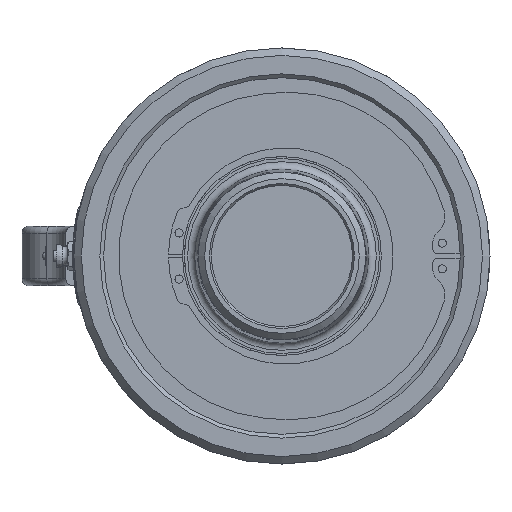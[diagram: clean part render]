
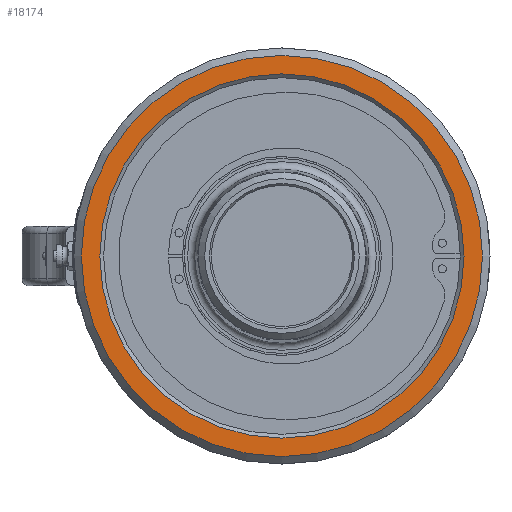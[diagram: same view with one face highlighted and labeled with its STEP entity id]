
A CAD part, left-side view. The second image highlights one B-rep face of the part: STEP entity #18174.
In plain terms, the highlighted planar face has unit normal (-1, 0, 0).
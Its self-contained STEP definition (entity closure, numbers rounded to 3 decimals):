
#330=FACE_BOUND('',#3362,.T.);
#1084=PLANE('',#19491);
#2223=FACE_OUTER_BOUND('',#3361,.T.);
#3361=EDGE_LOOP('',(#16414,#16415));
#3362=EDGE_LOOP('',(#16416));
#4712=CIRCLE('',#19486,77.8);
#4716=CIRCLE('',#19492,85.7);
#4717=CIRCLE('',#19493,85.7);
#8593=VERTEX_POINT('',#125768);
#8596=VERTEX_POINT('',#125779);
#8597=VERTEX_POINT('',#125780);
#11223=EDGE_CURVE('',#8593,#8593,#4712,.T.);
#11228=EDGE_CURVE('',#8596,#8597,#4716,.T.);
#11229=EDGE_CURVE('',#8597,#8596,#4717,.T.);
#16414=ORIENTED_EDGE('',*,*,#11228,.F.);
#16415=ORIENTED_EDGE('',*,*,#11229,.F.);
#16416=ORIENTED_EDGE('',*,*,#11223,.F.);
#18174=ADVANCED_FACE('',(#2223,#330),#1084,.T.);
#19486=AXIS2_PLACEMENT_3D('',#125770,#23080,#23081);
#19491=AXIS2_PLACEMENT_3D('',#125778,#23091,#23092);
#19492=AXIS2_PLACEMENT_3D('',#125781,#23093,#23094);
#19493=AXIS2_PLACEMENT_3D('',#125782,#23095,#23096);
#23080=DIRECTION('center_axis',(-1.,0.,0.));
#23081=DIRECTION('ref_axis',(0.,-1.,0.));
#23091=DIRECTION('center_axis',(-1.,0.,0.));
#23092=DIRECTION('ref_axis',(0.,0.,1.));
#23093=DIRECTION('center_axis',(1.,0.,0.));
#23094=DIRECTION('ref_axis',(0.,1.,0.));
#23095=DIRECTION('center_axis',(1.,0.,0.));
#23096=DIRECTION('ref_axis',(0.,1.,0.));
#125768=CARTESIAN_POINT('',(0.,77.8,0.));
#125770=CARTESIAN_POINT('Origin',(0.,0.,0.));
#125778=CARTESIAN_POINT('Origin',(0.,42.85,0.));
#125779=CARTESIAN_POINT('',(0.,85.7,0.));
#125780=CARTESIAN_POINT('',(0.,-85.7,0.));
#125781=CARTESIAN_POINT('Origin',(0.,0.,0.));
#125782=CARTESIAN_POINT('Origin',(0.,0.,0.));
